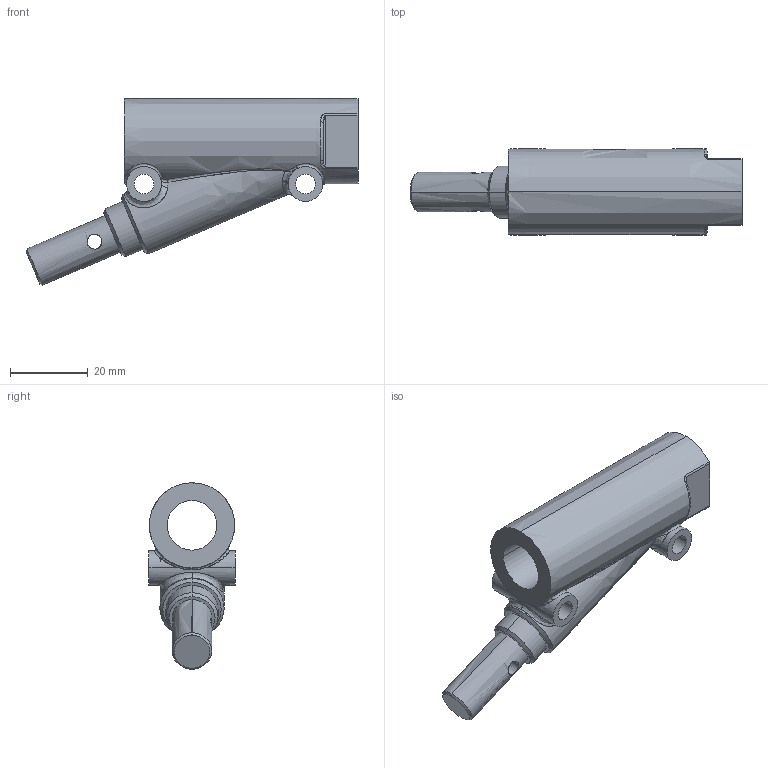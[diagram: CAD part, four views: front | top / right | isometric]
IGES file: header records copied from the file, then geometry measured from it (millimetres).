
Start section:  PTC IGES file: ilcp7002001.igs
Global section: file name: ilcp7002001.igs; native system: Pro/ENGINEER by Parametric Technology Corporation; preprocessor: 2005180; author: KR; organization: Unknown; date: 061121.094603; units: inch
Bounding box: 85.13 x 22.1 x 47.81 mm (x, y, z)
Surface area: 10230.9 mm2 (no closed solid volume)
Topology: 0 solids, 0 shells, 75 faces, 358 edges, 358 vertices
Faces by surface type: bspline 39, revolution 36
